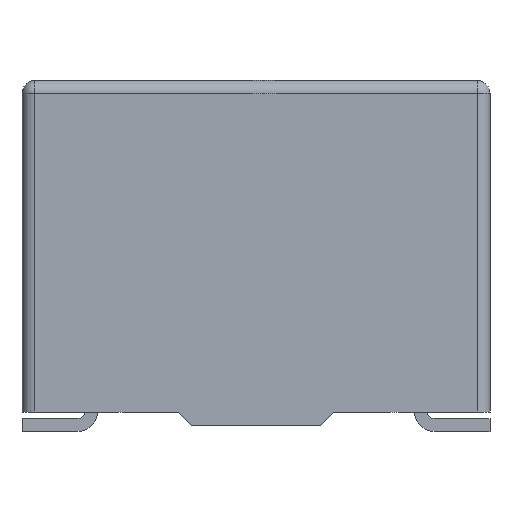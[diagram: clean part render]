
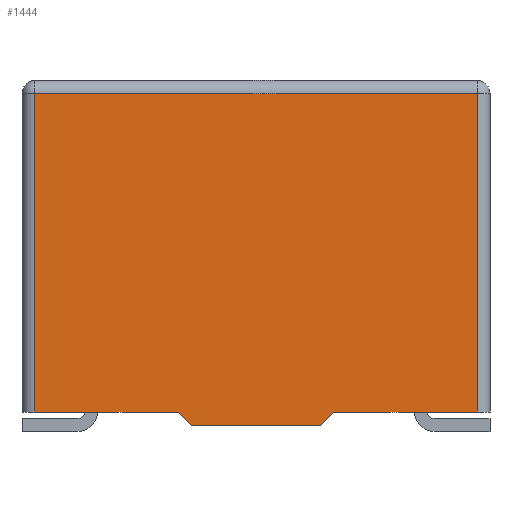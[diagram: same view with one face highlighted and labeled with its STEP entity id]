
A CAD part, front view. The second image highlights one B-rep face of the part: STEP entity #1444.
In plain terms, the highlighted planar face has unit normal (0, -1, 0).
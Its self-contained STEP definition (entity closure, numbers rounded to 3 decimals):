
#114=FACE_OUTER_BOUND('',#204,.T.);
#204=EDGE_LOOP('',(#1051,#1052,#1053,#1054,#1055,#1056,#1057,#1058));
#286=LINE('',#2107,#442);
#290=LINE('',#2114,#446);
#340=LINE('',#2214,#496);
#341=LINE('',#2216,#497);
#342=LINE('',#2218,#498);
#343=LINE('',#2219,#499);
#344=LINE('',#2221,#500);
#345=LINE('',#2222,#501);
#442=VECTOR('',#1682,1.);
#446=VECTOR('',#1686,1.);
#496=VECTOR('',#1750,1.);
#497=VECTOR('',#1751,1.);
#498=VECTOR('',#1752,1.);
#499=VECTOR('',#1753,1.);
#500=VECTOR('',#1754,1.);
#501=VECTOR('',#1755,1.);
#639=VERTEX_POINT('',#2083);
#650=VERTEX_POINT('',#2104);
#651=VERTEX_POINT('',#2106);
#654=VERTEX_POINT('',#2112);
#697=VERTEX_POINT('',#2213);
#698=VERTEX_POINT('',#2215);
#699=VERTEX_POINT('',#2217);
#700=VERTEX_POINT('',#2220);
#782=EDGE_CURVE('',#650,#651,#286,.T.);
#786=EDGE_CURVE('',#654,#639,#290,.T.);
#836=EDGE_CURVE('',#697,#639,#340,.T.);
#837=EDGE_CURVE('',#698,#654,#341,.T.);
#838=EDGE_CURVE('',#699,#698,#342,.T.);
#839=EDGE_CURVE('',#651,#699,#343,.T.);
#840=EDGE_CURVE('',#650,#700,#344,.T.);
#841=EDGE_CURVE('',#700,#697,#345,.T.);
#1051=ORIENTED_EDGE('',*,*,#836,.T.);
#1052=ORIENTED_EDGE('',*,*,#786,.F.);
#1053=ORIENTED_EDGE('',*,*,#837,.F.);
#1054=ORIENTED_EDGE('',*,*,#838,.F.);
#1055=ORIENTED_EDGE('',*,*,#839,.F.);
#1056=ORIENTED_EDGE('',*,*,#782,.F.);
#1057=ORIENTED_EDGE('',*,*,#840,.T.);
#1058=ORIENTED_EDGE('',*,*,#841,.T.);
#1390=PLANE('',#1544);
#1444=ADVANCED_FACE('',(#114),#1390,.F.);
#1544=AXIS2_PLACEMENT_3D('',#2212,#1748,#1749);
#1682=DIRECTION('',(-1.,0.,0.));
#1686=DIRECTION('',(-1.,0.,0.));
#1748=DIRECTION('center_axis',(0.,1.,0.));
#1749=DIRECTION('ref_axis',(0.,0.,1.));
#1750=DIRECTION('',(0.,0.,-1.));
#1751=DIRECTION('',(-0.707,0.,0.707));
#1752=DIRECTION('',(-1.,0.,0.));
#1753=DIRECTION('',(-0.707,0.,-0.707));
#1754=DIRECTION('',(0.,0.,1.));
#1755=DIRECTION('',(-1.,0.,0.));
#2083=CARTESIAN_POINT('',(-3.4,-5.3,0.3));
#2104=CARTESIAN_POINT('',(3.4,-5.3,0.3));
#2106=CARTESIAN_POINT('',(1.2,-5.3,0.3));
#2107=CARTESIAN_POINT('',(1.2,-5.3,0.3));
#2112=CARTESIAN_POINT('',(-1.2,-5.3,0.3));
#2114=CARTESIAN_POINT('',(-3.6,-5.3,0.3));
#2212=CARTESIAN_POINT('Origin',(-3.6,-5.3,5.4));
#2213=CARTESIAN_POINT('',(-3.4,-5.3,5.2));
#2214=CARTESIAN_POINT('',(-3.4,-5.3,5.4));
#2215=CARTESIAN_POINT('',(-1.,-5.3,0.1));
#2216=CARTESIAN_POINT('',(-1.2,-5.3,0.3));
#2217=CARTESIAN_POINT('',(1.,-5.3,0.1));
#2218=CARTESIAN_POINT('',(-1.,-5.3,0.1));
#2219=CARTESIAN_POINT('',(1.,-5.3,0.1));
#2220=CARTESIAN_POINT('',(3.4,-5.3,5.2));
#2221=CARTESIAN_POINT('',(3.4,-5.3,5.4));
#2222=CARTESIAN_POINT('',(-3.6,-5.3,5.2));
